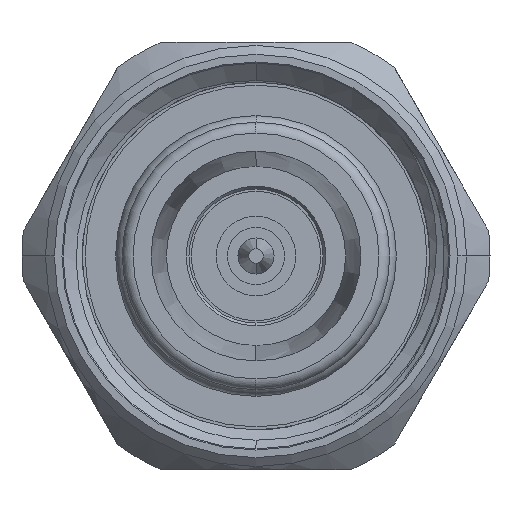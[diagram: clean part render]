
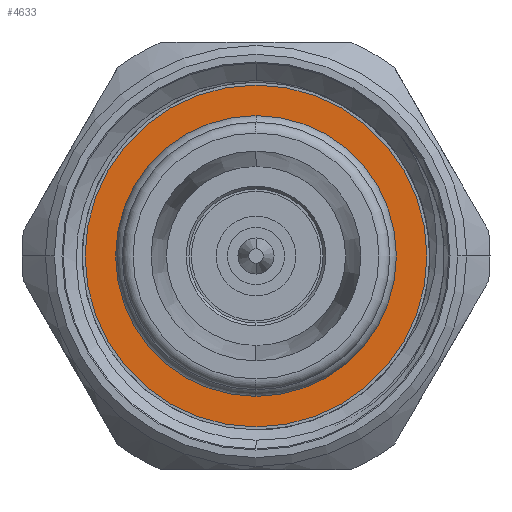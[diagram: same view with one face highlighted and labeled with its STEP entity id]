
A CAD part, left-side view. The second image highlights one B-rep face of the part: STEP entity #4633.
In plain terms, the highlighted planar face has unit normal (-1, 0, 0).
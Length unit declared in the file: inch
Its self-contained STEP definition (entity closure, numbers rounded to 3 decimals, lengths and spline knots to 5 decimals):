
#102 = DIRECTION ( 'NONE',  ( 0., 0., 1. ) ) ;
#110 = VERTEX_POINT ( 'NONE', #2949 ) ;
#232 = DIRECTION ( 'NONE',  ( 0., 0., 1. ) ) ;
#243 = CARTESIAN_POINT ( 'NONE',  ( 0.33071, 0.25162, 0. ) ) ;
#350 = CIRCLE ( 'NONE', #5753, 0.1889 ) ;
#794 = FACE_BOUND ( 'NONE', #1238, .T. ) ;
#839 = EDGE_CURVE ( 'NONE', #110, #4540, #1451, .T. ) ;
#964 = CARTESIAN_POINT ( 'NONE',  ( 0.33071, 0., -0.25162 ) ) ;
#1123 = CIRCLE ( 'NONE', #1716, 0.1889 ) ;
#1174 = EDGE_CURVE ( 'NONE', #4540, #110, #2301, .T. ) ;
#1238 = EDGE_LOOP ( 'NONE', ( #3241, #4406 ) ) ;
#1451 = CIRCLE ( 'NONE', #6843, 0.25162 ) ;
#1695 = DIRECTION ( 'NONE',  ( 0., 0., -1. ) ) ;
#1697 = DIRECTION ( 'NONE',  ( 0., 0., 1. ) ) ;
#1716 = AXIS2_PLACEMENT_3D ( 'NONE', #5172, #2292, #102 ) ;
#2173 = EDGE_CURVE ( 'NONE', #5655, #3155, #350, .T. ) ;
#2258 = DIRECTION ( 'NONE',  ( 0., 0., 1. ) ) ;
#2264 = CARTESIAN_POINT ( 'NONE',  ( 0.33071, 0., 0. ) ) ;
#2292 = DIRECTION ( 'NONE',  ( -1., 0., 0. ) ) ;
#2301 = CIRCLE ( 'NONE', #5099, 0.25162 ) ;
#2357 = DIRECTION ( 'NONE',  ( -1., 0., 0. ) ) ;
#2534 = CARTESIAN_POINT ( 'NONE',  ( 0.33071, 0., 0. ) ) ;
#2811 = CARTESIAN_POINT ( 'NONE',  ( 0.33071, 0., 0. ) ) ;
#2848 = DIRECTION ( 'NONE',  ( -1., 0., 0. ) ) ;
#2949 = CARTESIAN_POINT ( 'NONE',  ( 0.33071, 0., 0.25162 ) ) ;
#3155 = VERTEX_POINT ( 'NONE', #3227 ) ;
#3227 = CARTESIAN_POINT ( 'NONE',  ( 0.33071, 0., 0.1889 ) ) ;
#3241 = ORIENTED_EDGE ( 'NONE', *, *, #4956, .F. ) ;
#3263 = AXIS2_PLACEMENT_3D ( 'NONE', #243, #4232, #1695 ) ;
#4204 = ORIENTED_EDGE ( 'NONE', *, *, #839, .T. ) ;
#4232 = DIRECTION ( 'NONE',  ( 1., 0., 0. ) ) ;
#4333 = ORIENTED_EDGE ( 'NONE', *, *, #1174, .T. ) ;
#4384 = EDGE_LOOP ( 'NONE', ( #4204, #4333 ) ) ;
#4406 = ORIENTED_EDGE ( 'NONE', *, *, #2173, .F. ) ;
#4540 = VERTEX_POINT ( 'NONE', #964 ) ;
#4633 = ADVANCED_FACE ( 'NONE', ( #794, #5288 ), #4814, .F. ) ;
#4814 = PLANE ( 'NONE',  #3263 ) ;
#4956 = EDGE_CURVE ( 'NONE', #3155, #5655, #1123, .T. ) ;
#5099 = AXIS2_PLACEMENT_3D ( 'NONE', #2811, #2357, #2258 ) ;
#5172 = CARTESIAN_POINT ( 'NONE',  ( 0.33071, 0., 0. ) ) ;
#5276 = DIRECTION ( 'NONE',  ( -1., 0., 0. ) ) ;
#5288 = FACE_OUTER_BOUND ( 'NONE', #4384, .T. ) ;
#5655 = VERTEX_POINT ( 'NONE', #6253 ) ;
#5753 = AXIS2_PLACEMENT_3D ( 'NONE', #2534, #5276, #232 ) ;
#6253 = CARTESIAN_POINT ( 'NONE',  ( 0.33071, 0., -0.1889 ) ) ;
#6843 = AXIS2_PLACEMENT_3D ( 'NONE', #2264, #2848, #1697 ) ;
